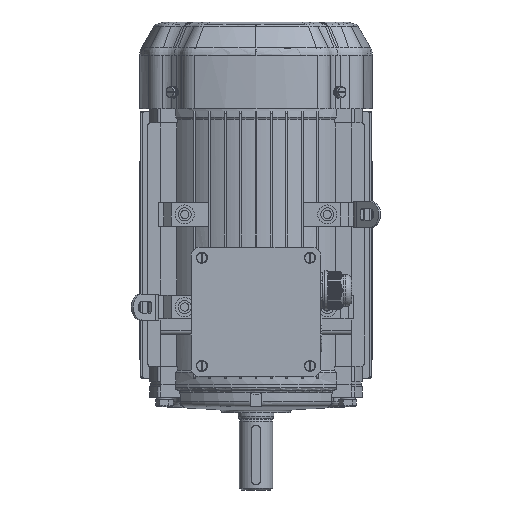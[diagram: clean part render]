
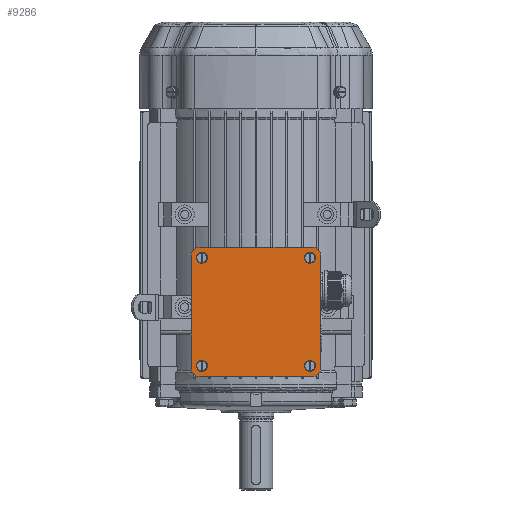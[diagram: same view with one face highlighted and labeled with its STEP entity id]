
A CAD part, left-side view. The second image highlights one B-rep face of the part: STEP entity #9286.
In plain terms, the highlighted planar face has unit normal (-1, 0, 0).
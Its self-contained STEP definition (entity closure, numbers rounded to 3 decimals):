
#9286=ADVANCED_FACE('',(#28055,#28056,#28057,#28058,#28059),#13057,.T.);
#13057=PLANE('',#81806);
#16669=LINE('',#116956,#23091);
#16670=LINE('',#116960,#23092);
#16671=LINE('',#116964,#23093);
#16672=LINE('',#116968,#23094);
#23091=VECTOR('',#93373,1.);
#23092=VECTOR('',#93376,1.);
#23093=VECTOR('',#93379,1.);
#23094=VECTOR('',#93382,1.);
#28055=FACE_BOUND('',#30471,.T.);
#28056=FACE_BOUND('',#30472,.T.);
#28057=FACE_BOUND('',#30473,.T.);
#28058=FACE_BOUND('',#30474,.T.);
#28059=FACE_BOUND('',#30475,.T.);
#30471=EDGE_LOOP('',(#40764));
#30472=EDGE_LOOP('',(#40765));
#30473=EDGE_LOOP('',(#40766,#40767,#40768,#40769,#40770,#40771,#40772,#40773));
#30474=EDGE_LOOP('',(#40774));
#30475=EDGE_LOOP('',(#40775));
#40764=ORIENTED_EDGE('',*,*,#68208,.T.);
#40765=ORIENTED_EDGE('',*,*,#68209,.F.);
#40766=ORIENTED_EDGE('',*,*,#68210,.F.);
#40767=ORIENTED_EDGE('',*,*,#68211,.F.);
#40768=ORIENTED_EDGE('',*,*,#68212,.F.);
#40769=ORIENTED_EDGE('',*,*,#68213,.F.);
#40770=ORIENTED_EDGE('',*,*,#68214,.F.);
#40771=ORIENTED_EDGE('',*,*,#68215,.F.);
#40772=ORIENTED_EDGE('',*,*,#68216,.F.);
#40773=ORIENTED_EDGE('',*,*,#68217,.F.);
#40774=ORIENTED_EDGE('',*,*,#68218,.T.);
#40775=ORIENTED_EDGE('',*,*,#68219,.T.);
#59423=VERTEX_POINT('',#116950);
#59424=VERTEX_POINT('',#116952);
#59425=VERTEX_POINT('',#116954);
#59426=VERTEX_POINT('',#116955);
#59427=VERTEX_POINT('',#116957);
#59428=VERTEX_POINT('',#116959);
#59429=VERTEX_POINT('',#116961);
#59430=VERTEX_POINT('',#116963);
#59431=VERTEX_POINT('',#116965);
#59432=VERTEX_POINT('',#116967);
#59433=VERTEX_POINT('',#116970);
#59434=VERTEX_POINT('',#116972);
#68208=EDGE_CURVE('',#59423,#59423,#77379,.T.);
#68209=EDGE_CURVE('',#59424,#59424,#77380,.T.);
#68210=EDGE_CURVE('',#59425,#59426,#77381,.T.);
#68211=EDGE_CURVE('',#59427,#59425,#16669,.T.);
#68212=EDGE_CURVE('',#59428,#59427,#77382,.T.);
#68213=EDGE_CURVE('',#59429,#59428,#16670,.T.);
#68214=EDGE_CURVE('',#59430,#59429,#77383,.T.);
#68215=EDGE_CURVE('',#59431,#59430,#16671,.T.);
#68216=EDGE_CURVE('',#59432,#59431,#77384,.T.);
#68217=EDGE_CURVE('',#59426,#59432,#16672,.T.);
#68218=EDGE_CURVE('',#59433,#59433,#77385,.T.);
#68219=EDGE_CURVE('',#59434,#59434,#77386,.T.);
#77379=CIRCLE('',#81798,2.9);
#77380=CIRCLE('',#81799,2.9);
#77381=CIRCLE('',#81800,7.);
#77382=CIRCLE('',#81801,7.);
#77383=CIRCLE('',#81802,7.);
#77384=CIRCLE('',#81803,7.);
#77385=CIRCLE('',#81804,2.9);
#77386=CIRCLE('',#81805,2.9);
#81798=AXIS2_PLACEMENT_3D('',#116949,#93367,#93368);
#81799=AXIS2_PLACEMENT_3D('',#116951,#93369,#93370);
#81800=AXIS2_PLACEMENT_3D('',#116953,#93371,#93372);
#81801=AXIS2_PLACEMENT_3D('',#116958,#93374,#93375);
#81802=AXIS2_PLACEMENT_3D('',#116962,#93377,#93378);
#81803=AXIS2_PLACEMENT_3D('',#116966,#93380,#93381);
#81804=AXIS2_PLACEMENT_3D('',#116969,#93383,#93384);
#81805=AXIS2_PLACEMENT_3D('',#116971,#93385,#93386);
#81806=AXIS2_PLACEMENT_3D('',#116973,#93387,#93388);
#93367=DIRECTION('',(1.,0.,0.));
#93368=DIRECTION('',(0.,1.,0.));
#93369=DIRECTION('',(-1.,0.,0.));
#93370=DIRECTION('',(0.,1.,0.));
#93371=DIRECTION('',(1.,0.,0.));
#93372=DIRECTION('',(0.,1.,0.));
#93373=DIRECTION('',(0.,0.,1.));
#93374=DIRECTION('',(1.,0.,0.));
#93375=DIRECTION('',(0.,1.,0.));
#93376=DIRECTION('',(0.,1.,0.));
#93377=DIRECTION('',(1.,0.,0.));
#93378=DIRECTION('',(0.,1.,0.));
#93379=DIRECTION('',(0.,0.,-1.));
#93380=DIRECTION('',(1.,0.,0.));
#93381=DIRECTION('',(0.,1.,0.));
#93382=DIRECTION('',(0.,-1.,0.));
#93383=DIRECTION('',(1.,0.,0.));
#93384=DIRECTION('',(0.,1.,0.));
#93385=DIRECTION('',(1.,0.,0.));
#93386=DIRECTION('',(0.,1.,0.));
#93387=DIRECTION('',(-1.,0.,0.));
#93388=DIRECTION('',(0.,-1.,0.));
#116949=CARTESIAN_POINT('',(-156.5,45.618,106.5));
#116950=CARTESIAN_POINT('',(-156.5,48.518,106.5));
#116951=CARTESIAN_POINT('',(-156.5,45.618,15.5));
#116952=CARTESIAN_POINT('',(-156.5,48.518,15.5));
#116953=CARTESIAN_POINT('',(-156.5,47.618,108.5));
#116954=CARTESIAN_POINT('',(-156.5,54.618,108.5));
#116955=CARTESIAN_POINT('',(-156.5,47.618,115.5));
#116956=CARTESIAN_POINT('',(-156.5,54.618,61.));
#116957=CARTESIAN_POINT('',(-156.5,54.618,13.5));
#116958=CARTESIAN_POINT('',(-156.5,47.618,13.5));
#116959=CARTESIAN_POINT('',(-156.5,47.618,6.5));
#116960=CARTESIAN_POINT('',(-156.5,0.118,6.5));
#116961=CARTESIAN_POINT('',(-156.5,-47.382,6.5));
#116962=CARTESIAN_POINT('',(-156.5,-47.382,13.5));
#116963=CARTESIAN_POINT('',(-156.5,-54.382,13.5));
#116964=CARTESIAN_POINT('',(-156.5,-54.382,61.));
#116965=CARTESIAN_POINT('',(-156.5,-54.382,108.5));
#116966=CARTESIAN_POINT('',(-156.5,-47.382,108.5));
#116967=CARTESIAN_POINT('',(-156.5,-47.382,115.5));
#116968=CARTESIAN_POINT('',(-156.5,0.118,115.5));
#116969=CARTESIAN_POINT('',(-156.5,-45.382,106.5));
#116970=CARTESIAN_POINT('',(-156.5,-42.482,106.5));
#116971=CARTESIAN_POINT('',(-156.5,-45.382,15.5));
#116972=CARTESIAN_POINT('',(-156.5,-42.482,15.5));
#116973=CARTESIAN_POINT('',(-156.5,0.118,61.));
